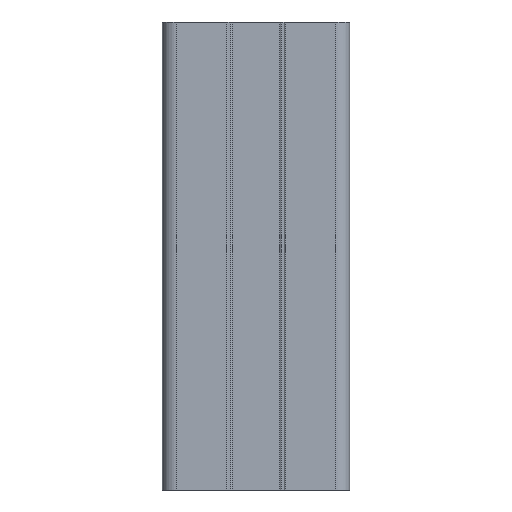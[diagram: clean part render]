
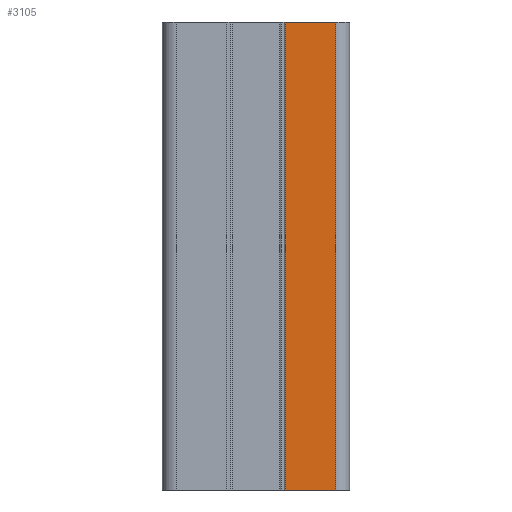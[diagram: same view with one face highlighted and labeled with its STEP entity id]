
A CAD part, front view. The second image highlights one B-rep face of the part: STEP entity #3105.
In plain terms, the highlighted planar face has unit normal (0, -1, 0).
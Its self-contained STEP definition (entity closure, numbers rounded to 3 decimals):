
#109=PLANE('',#3365);
#255=FACE_OUTER_BOUND('',#419,.T.);
#419=EDGE_LOOP('',(#2821,#2822,#2823,#2824));
#495=LINE('',#4414,#847);
#567=LINE('',#4632,#919);
#671=LINE('',#4917,#1023);
#776=LINE('',#5130,#1128);
#847=VECTOR('',#3497,10.7);
#919=VECTOR('',#3649,10.7);
#1023=VECTOR('',#3869,100.);
#1128=VECTOR('',#4190,100.);
#1326=VERTEX_POINT('',#4411);
#1327=VERTEX_POINT('',#4413);
#1432=VERTEX_POINT('',#4629);
#1433=VERTEX_POINT('',#4631);
#1631=EDGE_CURVE('',#1326,#1327,#495,.T.);
#1740=EDGE_CURVE('',#1432,#1433,#567,.T.);
#1887=EDGE_CURVE('',#1433,#1326,#671,.T.);
#1992=EDGE_CURVE('',#1327,#1432,#776,.T.);
#2821=ORIENTED_EDGE('',*,*,#1887,.F.);
#2822=ORIENTED_EDGE('',*,*,#1740,.F.);
#2823=ORIENTED_EDGE('',*,*,#1992,.F.);
#2824=ORIENTED_EDGE('',*,*,#1631,.F.);
#3105=ADVANCED_FACE('',(#255),#109,.T.);
#3365=AXIS2_PLACEMENT_3D('',#5129,#4188,#4189);
#3497=DIRECTION('',(1.,0.,0.));
#3649=DIRECTION('',(-1.,0.,0.));
#3869=DIRECTION('',(0.,0.,1.));
#4188=DIRECTION('center_axis',(0.,-1.,0.));
#4189=DIRECTION('ref_axis',(1.,0.,0.));
#4190=DIRECTION('',(0.,0.,-1.));
#4411=CARTESIAN_POINT('',(6.3,-20.,100.));
#4413=CARTESIAN_POINT('',(17.,-20.,100.));
#4414=CARTESIAN_POINT('',(20.,-20.,100.));
#4629=CARTESIAN_POINT('',(17.,-20.,0.));
#4631=CARTESIAN_POINT('',(6.3,-20.,0.));
#4632=CARTESIAN_POINT('',(20.,-20.,0.));
#4917=CARTESIAN_POINT('',(6.3,-20.,50.));
#5129=CARTESIAN_POINT('Origin',(-20.,-20.,0.));
#5130=CARTESIAN_POINT('',(17.,-20.,0.));
